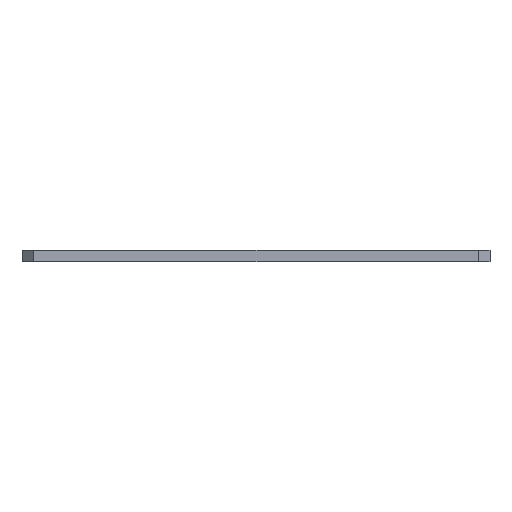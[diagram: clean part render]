
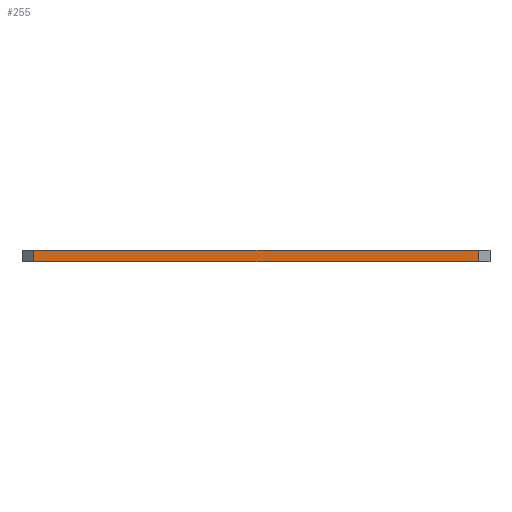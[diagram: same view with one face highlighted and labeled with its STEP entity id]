
A CAD part, front view. The second image highlights one B-rep face of the part: STEP entity #255.
In plain terms, the highlighted planar face has unit normal (0, -1, 0).
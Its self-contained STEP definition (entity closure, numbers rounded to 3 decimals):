
#83 = DIRECTION ( 'NONE',  ( 1., 0., 0. ) ) ;
#100 = LINE ( 'NONE', #328, #886 ) ;
#112 = AXIS2_PLACEMENT_3D ( 'NONE', #704, #906, #271 ) ;
#137 = CARTESIAN_POINT ( 'NONE',  ( -38., -80., 0. ) ) ;
#138 = EDGE_CURVE ( 'NONE', #563, #591, #100, .T. ) ;
#172 = EDGE_CURVE ( 'NONE', #480, #318, #331, .T. ) ;
#238 = LINE ( 'NONE', #728, #571 ) ;
#255 = ADVANCED_FACE ( 'NONE', ( #635 ), #343, .F. ) ;
#260 = DIRECTION ( 'NONE',  ( 0., 0., -1. ) ) ;
#271 = DIRECTION ( 'NONE',  ( 0., 0., 1. ) ) ;
#317 = CARTESIAN_POINT ( 'NONE',  ( 38., -80., 0. ) ) ;
#318 = VERTEX_POINT ( 'NONE', #137 ) ;
#328 = CARTESIAN_POINT ( 'NONE',  ( 38., -80., 2. ) ) ;
#331 = LINE ( 'NONE', #894, #445 ) ;
#343 = PLANE ( 'NONE',  #112 ) ;
#397 = CARTESIAN_POINT ( 'NONE',  ( -40., -80., 2. ) ) ;
#423 = ORIENTED_EDGE ( 'NONE', *, *, #619, .T. ) ;
#445 = VECTOR ( 'NONE', #260, 1000. ) ;
#480 = VERTEX_POINT ( 'NONE', #803 ) ;
#529 = CARTESIAN_POINT ( 'NONE',  ( 38., -80., 2. ) ) ;
#542 = ORIENTED_EDGE ( 'NONE', *, *, #172, .T. ) ;
#563 = VERTEX_POINT ( 'NONE', #317 ) ;
#567 = ORIENTED_EDGE ( 'NONE', *, *, #802, .F. ) ;
#571 = VECTOR ( 'NONE', #83, 1000. ) ;
#591 = VERTEX_POINT ( 'NONE', #529 ) ;
#614 = DIRECTION ( 'NONE',  ( 0., 0., 1. ) ) ;
#619 = EDGE_CURVE ( 'NONE', #318, #563, #238, .T. ) ;
#622 = ORIENTED_EDGE ( 'NONE', *, *, #138, .T. ) ;
#635 = FACE_OUTER_BOUND ( 'NONE', #901, .T. ) ;
#676 = VECTOR ( 'NONE', #843, 1000. ) ;
#704 = CARTESIAN_POINT ( 'NONE',  ( -40., -80., 2. ) ) ;
#728 = CARTESIAN_POINT ( 'NONE',  ( -40., -80., 0. ) ) ;
#751 = LINE ( 'NONE', #397, #676 ) ;
#802 = EDGE_CURVE ( 'NONE', #480, #591, #751, .T. ) ;
#803 = CARTESIAN_POINT ( 'NONE',  ( -38., -80., 2. ) ) ;
#843 = DIRECTION ( 'NONE',  ( 1., 0., 0. ) ) ;
#886 = VECTOR ( 'NONE', #614, 1000. ) ;
#894 = CARTESIAN_POINT ( 'NONE',  ( -38., -80., 2. ) ) ;
#901 = EDGE_LOOP ( 'NONE', ( #567, #542, #423, #622 ) ) ;
#906 = DIRECTION ( 'NONE',  ( 0., 1., 0. ) ) ;
